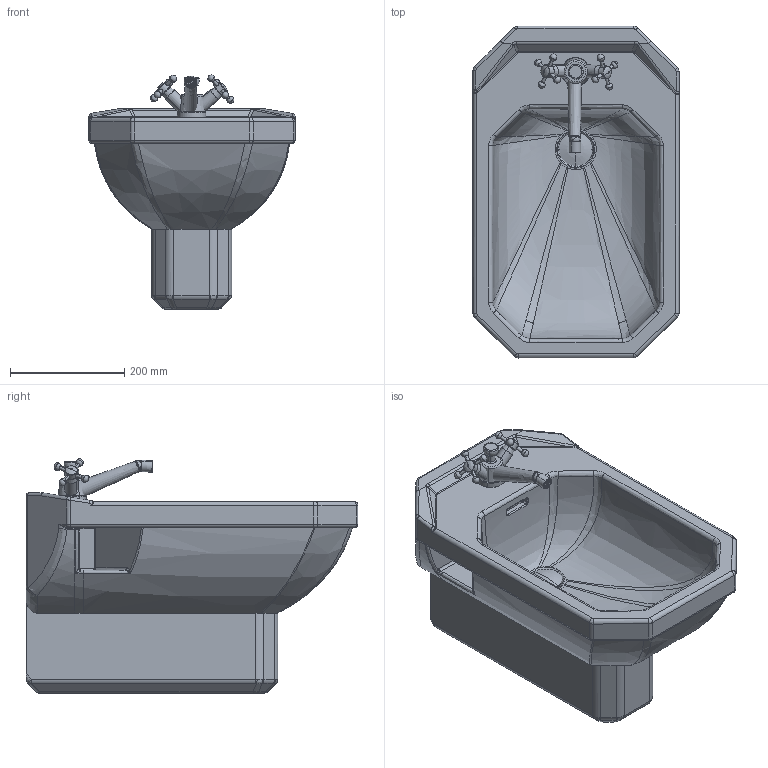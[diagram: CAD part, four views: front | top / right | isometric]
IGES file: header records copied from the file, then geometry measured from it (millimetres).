
Global section: file name: No Iges File Name specified; native system: AutoDesk Inventor R11.0; preprocessor: AutoDesk Inventor Iges Exporter R11.0; author: No Author specified; organization: No Organization specified; date: 20081120.192108; units: millimetre
Bounding box: 360 x 580 x 409.51 mm (x, y, z)
Volume: 19014763.3 mm3; surface area: 1146772.3 mm2
Topology: 17 solids, 17 shells, 545 faces, 1302 edges, 761 vertices
Faces by surface type: bspline 160, plane 125, cylinder 104, revolution 86, torus 38, sphere 24, cone 8
